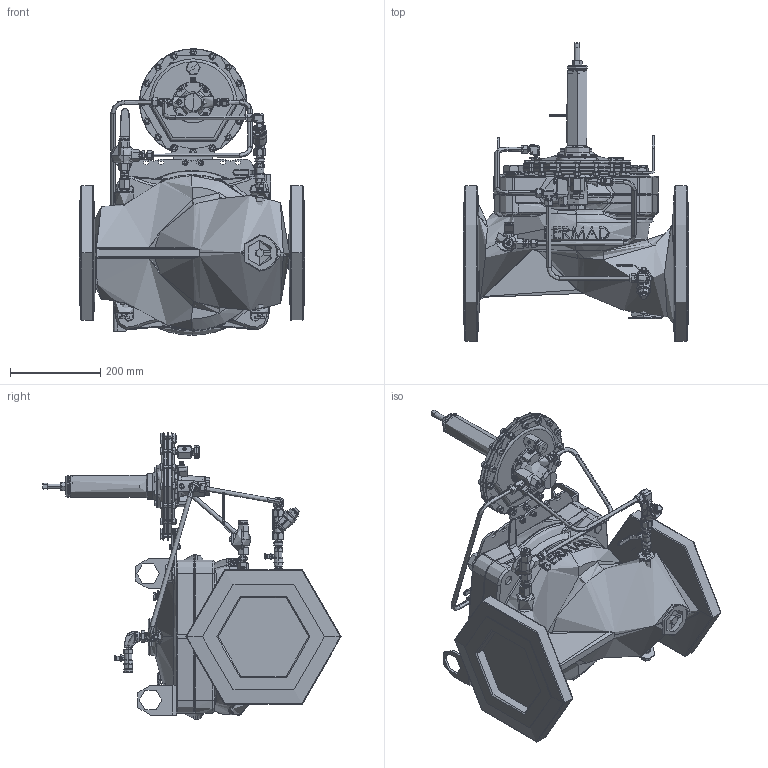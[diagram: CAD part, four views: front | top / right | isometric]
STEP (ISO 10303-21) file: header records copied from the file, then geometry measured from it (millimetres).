
FILE_DESCRIPTION (( 'STEP AP214' ), '1' );
FILE_NAME ('PC10-FP-8-450-82-G-C-16-ER-NN.step', '2020-07-20T11:37:34', ( '' ), ( '' ), 'SwSTEP 2.0', 'SolidWorks 2018', '' );
FILE_SCHEMA (( 'AUTOMOTIVE_DESIGN' ));
Length unit declared in the file: millimetre
Products named in the file (256): 060400C107; DIN 125 A A4 - 61; Body-9990000124; 29800S0052; DIN 912 A4 CLASS 70 M6 x 16 ---16C1; DIN 125 A A4 - 81_Washer ISO 7089 - 81; DIN 125 A A4 - 61_Washer ISO 7089 - 61; Basic Sizable-PORT; 063804X071; DIN 125 A A4 - 81; DIN 127 B A4 CLASS 70 M6; Upper Cover Altitude Pilot; DIN 933 A2 CLASS 70 - M6 x 35-C1; DIN 933 A2 CLASS 70 - M8 x 30-C1; 9904000013; DIN 934 A4 - M8 - D - C1; FIT-Sizable; DIN 125 A A4 - 241; 5004184517; Sleeve - 9901240010; Nut - 9901240007; 29800S0050_29800S0050; 9990000124; FP-400E-Basic_8-400E-Basic; 3638SS0000; 9901240007_Closed; 063838X068; 060400C107_060400C107; Plug-9901000065; 063838X069; 063800S121_063800S121; Lower Cover Altitude Pilot; 060400S121_060400S121; Nut - 9901260027; 073808S000_PC10-FP-8-450-82-G-C-16-ER-NN; 8inch Cover; 9901000736; PC10-FP-8-450-82-G-C-16-ER-NN; Handle - 9901260027; 063800S121 ...
Assembly tree (214 placements, depth 4):
  DIN 125 A A4 - 61
  DIN 125 A A4 - 61
  DIN 912 A4 CLASS 70 M6 x 16 ---16C1
  Basic Sizable-PORT
  DIN 125 A A4 - 81
Bounding box: 500 x 660.48 x 634.89 mm (x, y, z)
Volume: 26234135.7 mm3; surface area: 2305932.3 mm2
Topology: 217 solids, 223 shells, 7752 faces, 18603 edges, 11502 vertices
Faces by surface type: plane 2315, cone 2172, cylinder 1884, bspline 851, torus 494, sphere 36
Entity records: 352245 total; most frequent: CARTESIAN_POINT 209447, ORIENTED_EDGE 22626, DIRECTION 19100, EDGE_CURVE 11317, AXIS2_PLACEMENT_3D 7643, VERTEX_POINT 7147, EDGE_LOOP 5015, FACE_OUTER_BOUND 4526
